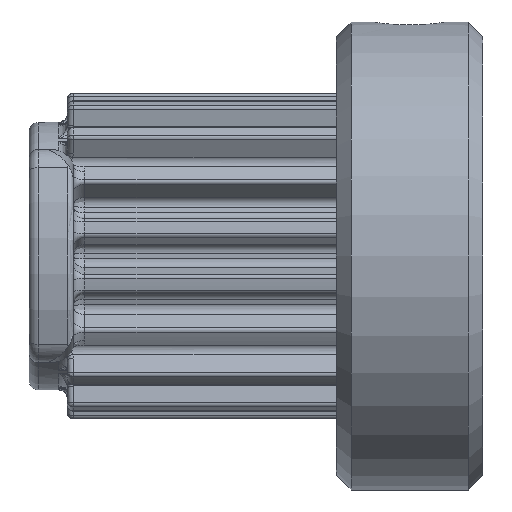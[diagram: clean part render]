
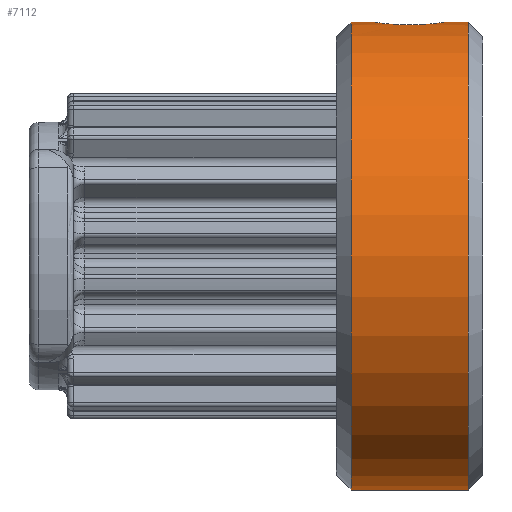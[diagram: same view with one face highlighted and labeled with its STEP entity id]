
A CAD part, front view. The second image highlights one B-rep face of the part: STEP entity #7112.
In plain terms, the highlighted cylindrical face has radius 8 mm (diameter 16 mm), a partial arc.
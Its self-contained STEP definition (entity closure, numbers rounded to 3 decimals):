
#124 = VECTOR ( 'NONE', #7576, 1000. ) ;
#491 = AXIS2_PLACEMENT_3D ( 'NONE', #8277, #18228, #9708 ) ;
#499 = CARTESIAN_POINT ( 'NONE',  ( -17.372, -1.378, 22.984 ) ) ;
#561 = CARTESIAN_POINT ( 'NONE',  ( -18.54, -2.628, 22.886 ) ) ;
#570 = LINE ( 'NONE', #13166, #124 ) ;
#1300 = CARTESIAN_POINT ( 'NONE',  ( -19.872, -1.543, 22.984 ) ) ;
#1342 = CIRCLE ( 'NONE', #12175, 8. ) ;
#1679 = VECTOR ( 'NONE', #10999, 1000. ) ;
#2602 = CARTESIAN_POINT ( 'NONE',  ( -18.95, -2.595, 22.891 ) ) ;
#3232 = ORIENTED_EDGE ( 'NONE', *, *, #9076, .T. ) ;
#3348 = CARTESIAN_POINT ( 'NONE',  ( -17.412, -1.703, 22.978 ) ) ;
#3364 = AXIS2_PLACEMENT_3D ( 'NONE', #6153, #7580, #4800 ) ;
#3607 = EDGE_CURVE ( 'NONE', #8778, #13099, #1342, .T. ) ;
#3665 = EDGE_CURVE ( 'NONE', #3785, #15172, #5122, .T. ) ;
#3785 = VERTEX_POINT ( 'NONE', #7079 ) ;
#4288 = VERTEX_POINT ( 'NONE', #15069 ) ;
#4293 = CARTESIAN_POINT ( 'NONE',  ( -16.622, -1.378, 22.984 ) ) ;
#4758 = CARTESIAN_POINT ( 'NONE',  ( -17.53, -2.008, 22.961 ) ) ;
#4774 = ORIENTED_EDGE ( 'NONE', *, *, #3665, .T. ) ;
#4800 = DIRECTION ( 'NONE',  ( 0., 0., -1. ) ) ;
#4990 = ORIENTED_EDGE ( 'NONE', *, *, #17059, .T. ) ;
#5122 = B_SPLINE_CURVE_WITH_KNOTS ( 'NONE', 3,
 ( #13964, #15341, #2602, #5490, #15394, #6907, #16857, #8334, #18279, #9766, #1300, #11176 ),
 .UNSPECIFIED., .F., .F.,
 ( 4, 2, 2, 2, 2, 4 ),
 ( 0.004, 0.004, 0.005, 0.005, 0.005, 0.006 ),
 .UNSPECIFIED. ) ;
#5354 = CARTESIAN_POINT ( 'NONE',  ( -20.622, -1.378, 14.984 ) ) ;
#5490 = CARTESIAN_POINT ( 'NONE',  ( -19.251, -2.47, 22.91 ) ) ;
#6110 = CARTESIAN_POINT ( 'NONE',  ( -17.372, -1.46, 22.984 ) ) ;
#6153 = CARTESIAN_POINT ( 'NONE',  ( -21.122, -1.378, 14.984 ) ) ;
#6180 = CARTESIAN_POINT ( 'NONE',  ( -17.855, -2.378, 22.922 ) ) ;
#6296 = ORIENTED_EDGE ( 'NONE', *, *, #17867, .F. ) ;
#6782 = DIRECTION ( 'NONE',  ( 0., 0., 1. ) ) ;
#6907 = CARTESIAN_POINT ( 'NONE',  ( -19.563, -2.204, 22.942 ) ) ;
#7079 = CARTESIAN_POINT ( 'NONE',  ( -18.622, -2.628, 22.886 ) ) ;
#7112 = ADVANCED_FACE ( 'NONE', ( #9551 ), #11508, .T. ) ;
#7166 = EDGE_LOOP ( 'NONE', ( #6296, #16184, #3232, #4990, #8433, #17690, #4774 ) ) ;
#7531 = DIRECTION ( 'NONE',  ( 1., 0., 0. ) ) ;
#7576 = DIRECTION ( 'NONE',  ( 1., 0., 0. ) ) ;
#7580 = DIRECTION ( 'NONE',  ( 1., 0., 0. ) ) ;
#7608 = CARTESIAN_POINT ( 'NONE',  ( -18.219, -2.564, 22.896 ) ) ;
#8113 = EDGE_CURVE ( 'NONE', #4288, #3785, #8706, .T. ) ;
#8277 = CARTESIAN_POINT ( 'NONE',  ( -16.622, -1.378, 14.984 ) ) ;
#8334 = CARTESIAN_POINT ( 'NONE',  ( -19.707, -2.005, 22.96 ) ) ;
#8433 = ORIENTED_EDGE ( 'NONE', *, *, #15044, .F. ) ;
#8706 = B_SPLINE_CURVE_WITH_KNOTS ( 'NONE', 3,
 ( #499, #6110, #11799, #3348, #13206, #4758, #14647, #6180, #16097, #7608, #17531, #9025, #561, #10451 ),
 .UNSPECIFIED., .F., .F.,
 ( 4, 2, 2, 2, 2, 2, 4 ),
 ( 0.002, 0.002, 0.002, 0.003, 0.003, 0.004, 0.004 ),
 .UNSPECIFIED. ) ;
#8778 = VERTEX_POINT ( 'NONE', #11990 ) ;
#9025 = CARTESIAN_POINT ( 'NONE',  ( -18.458, -2.62, 22.887 ) ) ;
#9076 = EDGE_CURVE ( 'NONE', #13099, #16034, #11256, .T. ) ;
#9551 = FACE_OUTER_BOUND ( 'NONE', #7166, .T. ) ;
#9570 = CARTESIAN_POINT ( 'NONE',  ( -21.122, -1.378, 22.984 ) ) ;
#9708 = DIRECTION ( 'NONE',  ( 0., 0., 1. ) ) ;
#9766 = CARTESIAN_POINT ( 'NONE',  ( -19.84, -1.706, 22.979 ) ) ;
#9894 = CIRCLE ( 'NONE', #491, 8. ) ;
#10068 = CARTESIAN_POINT ( 'NONE',  ( -20.622, -1.378, 6.984 ) ) ;
#10451 = CARTESIAN_POINT ( 'NONE',  ( -18.622, -2.628, 22.886 ) ) ;
#10999 = DIRECTION ( 'NONE',  ( 1., 0., 0. ) ) ;
#11176 = CARTESIAN_POINT ( 'NONE',  ( -19.872, -1.378, 22.984 ) ) ;
#11256 = LINE ( 'NONE', #16004, #14567 ) ;
#11508 = CYLINDRICAL_SURFACE ( 'NONE', #3364, 8. ) ;
#11799 = CARTESIAN_POINT ( 'NONE',  ( -17.38, -1.543, 22.983 ) ) ;
#11990 = CARTESIAN_POINT ( 'NONE',  ( -20.622, -1.378, 22.984 ) ) ;
#12164 = VERTEX_POINT ( 'NONE', #4293 ) ;
#12175 = AXIS2_PLACEMENT_3D ( 'NONE', #5354, #15288, #6782 ) ;
#12932 = LINE ( 'NONE', #9570, #1679 ) ;
#13099 = VERTEX_POINT ( 'NONE', #10068 ) ;
#13166 = CARTESIAN_POINT ( 'NONE',  ( -21.122, -1.378, 22.984 ) ) ;
#13206 = CARTESIAN_POINT ( 'NONE',  ( -17.436, -1.781, 22.974 ) ) ;
#13964 = CARTESIAN_POINT ( 'NONE',  ( -18.622, -2.628, 22.886 ) ) ;
#14567 = VECTOR ( 'NONE', #7531, 1000. ) ;
#14647 = CARTESIAN_POINT ( 'NONE',  ( -17.622, -2.146, 22.948 ) ) ;
#15044 = EDGE_CURVE ( 'NONE', #4288, #12164, #12932, .T. ) ;
#15069 = CARTESIAN_POINT ( 'NONE',  ( -17.372, -1.378, 22.984 ) ) ;
#15172 = VERTEX_POINT ( 'NONE', #16904 ) ;
#15288 = DIRECTION ( 'NONE',  ( 1., 0., 0. ) ) ;
#15341 = CARTESIAN_POINT ( 'NONE',  ( -18.785, -2.628, 22.886 ) ) ;
#15394 = CARTESIAN_POINT ( 'NONE',  ( -19.39, -2.377, 22.922 ) ) ;
#16004 = CARTESIAN_POINT ( 'NONE',  ( -21.122, -1.378, 6.984 ) ) ;
#16034 = VERTEX_POINT ( 'NONE', #16816 ) ;
#16097 = CARTESIAN_POINT ( 'NONE',  ( -17.992, -2.47, 22.91 ) ) ;
#16184 = ORIENTED_EDGE ( 'NONE', *, *, #3607, .T. ) ;
#16816 = CARTESIAN_POINT ( 'NONE',  ( -16.622, -1.378, 6.984 ) ) ;
#16857 = CARTESIAN_POINT ( 'NONE',  ( -19.616, -2.14, 22.948 ) ) ;
#16904 = CARTESIAN_POINT ( 'NONE',  ( -19.872, -1.378, 22.984 ) ) ;
#17059 = EDGE_CURVE ( 'NONE', #16034, #12164, #9894, .T. ) ;
#17531 = CARTESIAN_POINT ( 'NONE',  ( -18.297, -2.588, 22.892 ) ) ;
#17690 = ORIENTED_EDGE ( 'NONE', *, *, #8113, .T. ) ;
#17867 = EDGE_CURVE ( 'NONE', #8778, #15172, #570, .T. ) ;
#18228 = DIRECTION ( 'NONE',  ( -1., 0., 0. ) ) ;
#18279 = CARTESIAN_POINT ( 'NONE',  ( -19.745, -1.933, 22.965 ) ) ;
